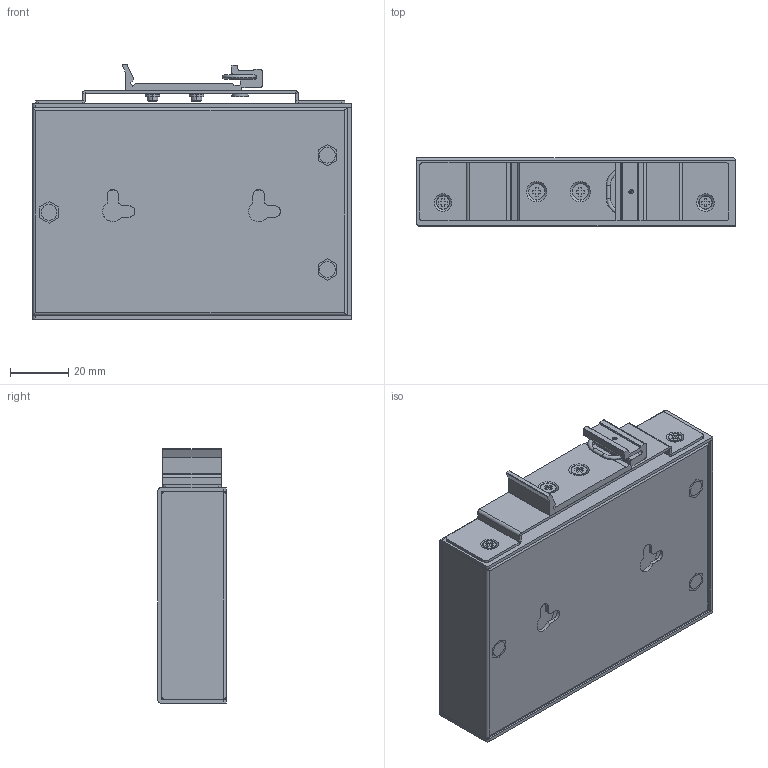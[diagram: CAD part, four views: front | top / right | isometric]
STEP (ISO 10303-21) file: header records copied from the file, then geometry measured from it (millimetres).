
FILE_DESCRIPTION((''),'2;1');
FILE_NAME('INS-8005A_SYSTEM_ASSY_20220913_ASM','2022-09-13T',('Jun.Chen'),(''),'PRO/ENGINEER BY PARAMETRIC TECHNOLOGY CORPORATION, 2015240','PRO/ENGINEER BY PARAMETRIC TECHNOLOGY CORPORATION, 2015240','');
FILE_SCHEMA(('CONFIG_CONTROL_DESIGN'));
Length unit declared in the file: millimetre
Products named in the file (20): INS-8005A-BOTTOM_CASE_9; STANDOFF-BSO-M3_5-5L_5; INS-8005A-BOTTOM_CASE_ASSY_ASM__ASM; INS-8005A-TOP_CASE_4; SCREW-PAD_1; INS-8005A_CASE_ASSY_ASM_8_ASM; INS-8005A_PCB_9; 2110-104011_1X4-RJ45__1; 2110-101013-RJ45_2; KTL-66G-1_1; WAGO-3PIN_2; INS-8005A_PCBA_ASSY_ASM_19_ASM; INS-8005A_SYSTEM_ASSY_ASM_8_ASM; BRACKET; SCREW-FLAT-M3-4L; 4005-800504-1; 4005-800504-2; 1SCREW-M4-6L--4100-400018; 4005-800504_ASM; INS-8005A_SYSTEM_ASSY_20220913_ASM
Assembly tree (26 placements, depth 5):
  INS-8005A_SYSTEM_ASSY_20220913_ASM
    INS-8005A_SYSTEM_ASSY_ASM_8_ASM
      INS-8005A_CASE_ASSY_ASM_8_ASM
        INS-8005A-BOTTOM_CASE_ASSY_ASM__ASM
          INS-8005A-BOTTOM_CASE_9
          STANDOFF-BSO-M3_5-5L_5  x3
        INS-8005A-TOP_CASE_4
        SCREW-PAD_1  x2
      INS-8005A_PCBA_ASSY_ASM_19_ASM
        INS-8005A_PCB_9
        2110-104011_1X4-RJ45__1
        2110-101013-RJ45_2
        KTL-66G-1_1
        WAGO-3PIN_2
    BRACKET
    SCREW-FLAT-M3-4L  x4
    4005-800504_ASM
      4005-800504-1
      4005-800504-2
      1SCREW-M4-6L--4100-400018  x2
Bounding box: 109.2 x 23.4 x 87.16 mm (x, y, z)
Volume: 57712.2 mm3; surface area: 84501.6 mm2
Topology: 21 solids, 21 shells, 724 faces, 1809 edges, 1179 vertices
Faces by surface type: plane 459, cylinder 185, cone 48, torus 26, bspline 4, sphere 2
Entity records: 18290 total; most frequent: CARTESIAN_POINT 3242, DIRECTION 3173, ORIENTED_EDGE 2954, EDGE_CURVE 1477, AXIS2_PLACEMENT_3D 1059, VECTOR 1055, LINE 1055, VERTEX_POINT 963
